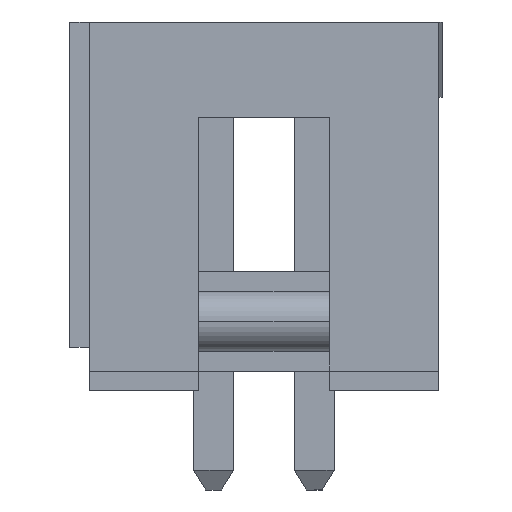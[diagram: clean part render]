
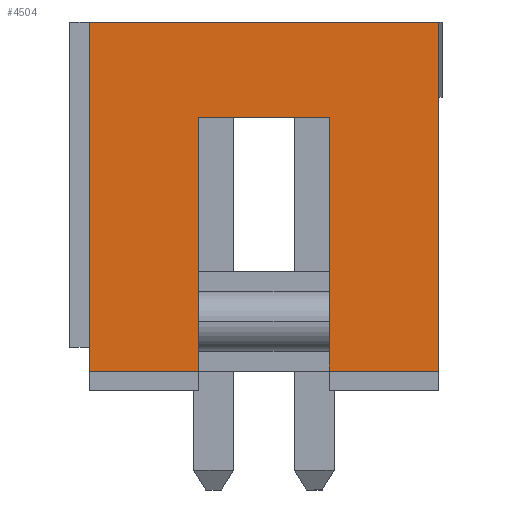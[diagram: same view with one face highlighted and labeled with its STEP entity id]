
A CAD part, left-side view. The second image highlights one B-rep face of the part: STEP entity #4504.
In plain terms, the highlighted planar face has unit normal (-1, 0, 0).
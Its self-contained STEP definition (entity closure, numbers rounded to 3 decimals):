
#4232 = EDGE_CURVE ( 'NONE', #4233, #4254, #16601, .T. ) ;
#4233 = VERTEX_POINT ( 'NONE', #16597 ) ;
#4241 = VERTEX_POINT ( 'NONE', #16643 ) ;
#4254 = VERTEX_POINT ( 'NONE', #16638 ) ;
#4278 = EDGE_CURVE ( 'NONE', #4310, #4233, #16656, .T. ) ;
#4300 = EDGE_CURVE ( 'NONE', #4254, #4241, #16698, .T. ) ;
#4310 = VERTEX_POINT ( 'NONE', #16742 ) ;
#4312 = EDGE_CURVE ( 'NONE', #4313, #4310, #16741, .T. ) ;
#4313 = VERTEX_POINT ( 'NONE', #16737 ) ;
#4366 = VERTEX_POINT ( 'NONE', #16845 ) ;
#4368 = EDGE_CURVE ( 'NONE', #4241, #4366, #16844, .T. ) ;
#4483 = ORIENTED_EDGE ( 'NONE', *, *, #4300, .T. ) ;
#4484 = ORIENTED_EDGE ( 'NONE', *, *, #4368, .T. ) ;
#4485 = ORIENTED_EDGE ( 'NONE', *, *, #4486, .F. ) ;
#4486 = EDGE_CURVE ( 'NONE', #4487, #4366, #16989, .T. ) ;
#4487 = VERTEX_POINT ( 'NONE', #16985 ) ;
#4488 = ORIENTED_EDGE ( 'NONE', *, *, #4489, .F. ) ;
#4489 = EDGE_CURVE ( 'NONE', #4500, #4487, #16984, .T. ) ;
#4490 = ORIENTED_EDGE ( 'NONE', *, *, #4499, .T. ) ;
#4499 = EDGE_CURVE ( 'NONE', #4500, #4313, #17030, .T. ) ;
#4500 = VERTEX_POINT ( 'NONE', #17026 ) ;
#4504 = ADVANCED_FACE ( 'NONE', ( #17021 ), #17020, .T. ) ;
#4505 = EDGE_LOOP ( 'NONE', ( #4506, #4507, #4508, #4483, #4484, #4485, #4488, #4490 ) ) ;
#4506 = ORIENTED_EDGE ( 'NONE', *, *, #4312, .T. ) ;
#4507 = ORIENTED_EDGE ( 'NONE', *, *, #4278, .T. ) ;
#4508 = ORIENTED_EDGE ( 'NONE', *, *, #4232, .T. ) ;
#16597 = CARTESIAN_POINT ( 'NONE',  ( -16.45, 2.75, 6.4 ) ) ;
#16598 = DIRECTION ( 'NONE',  ( 0., 0., -1. ) ) ;
#16599 = VECTOR ( 'NONE', #16598, 1000. ) ;
#16600 = CARTESIAN_POINT ( 'NONE',  ( -16.45, 2.75, 0. ) ) ;
#16601 = LINE ( 'NONE', #16600, #16599 ) ;
#16638 = CARTESIAN_POINT ( 'NONE',  ( -16.45, 2.75, 0. ) ) ;
#16643 = CARTESIAN_POINT ( 'NONE',  ( -16.45, 0., 0. ) ) ;
#16653 = DIRECTION ( 'NONE',  ( 0., -1., 0. ) ) ;
#16654 = VECTOR ( 'NONE', #16653, 1000. ) ;
#16655 = CARTESIAN_POINT ( 'NONE',  ( -16.45, 0., 6.4 ) ) ;
#16656 = LINE ( 'NONE', #16655, #16654 ) ;
#16689 = DIRECTION ( 'NONE',  ( 0., -1., 0. ) ) ;
#16690 = VECTOR ( 'NONE', #16689, 1000. ) ;
#16691 = CARTESIAN_POINT ( 'NONE',  ( -16.45, 0., 0. ) ) ;
#16698 = LINE ( 'NONE', #16691, #16690 ) ;
#16737 = CARTESIAN_POINT ( 'NONE',  ( -16.45, 6.05, 0. ) ) ;
#16738 = DIRECTION ( 'NONE',  ( 0., 0., 1. ) ) ;
#16739 = VECTOR ( 'NONE', #16738, 1000. ) ;
#16740 = CARTESIAN_POINT ( 'NONE',  ( -16.45, 6.05, 0. ) ) ;
#16741 = LINE ( 'NONE', #16740, #16739 ) ;
#16742 = CARTESIAN_POINT ( 'NONE',  ( -16.45, 6.05, 6.4 ) ) ;
#16841 = DIRECTION ( 'NONE',  ( 0., 0., 1. ) ) ;
#16842 = VECTOR ( 'NONE', #16841, 1000. ) ;
#16843 = CARTESIAN_POINT ( 'NONE',  ( -16.45, 0., 0. ) ) ;
#16844 = LINE ( 'NONE', #16843, #16842 ) ;
#16845 = CARTESIAN_POINT ( 'NONE',  ( -16.45, 0., 8.8 ) ) ;
#16981 = DIRECTION ( 'NONE',  ( 0., 0., 1. ) ) ;
#16982 = VECTOR ( 'NONE', #16981, 1000. ) ;
#16983 = CARTESIAN_POINT ( 'NONE',  ( -16.45, 8.8, 0. ) ) ;
#16984 = LINE ( 'NONE', #16983, #16982 ) ;
#16985 = CARTESIAN_POINT ( 'NONE',  ( -16.45, 8.8, 8.8 ) ) ;
#16986 = DIRECTION ( 'NONE',  ( 0., -1., 0. ) ) ;
#16987 = VECTOR ( 'NONE', #16986, 1000. ) ;
#16988 = CARTESIAN_POINT ( 'NONE',  ( -16.45, 4.4, 8.8 ) ) ;
#16989 = LINE ( 'NONE', #16988, #16987 ) ;
#17015 = DIRECTION ( 'NONE',  ( 0., 0., 1. ) ) ;
#17016 = DIRECTION ( 'NONE',  ( -1., 0., 0. ) ) ;
#17017 = CARTESIAN_POINT ( 'NONE',  ( -16.45, 0., 0. ) ) ;
#17019 = AXIS2_PLACEMENT_3D ( 'NONE', #17017, #17016, #17015 ) ;
#17020 = PLANE ( 'NONE',  #17019 ) ;
#17021 = FACE_OUTER_BOUND ( 'NONE', #4505, .T. ) ;
#17026 = CARTESIAN_POINT ( 'NONE',  ( -16.45, 8.8, 0. ) ) ;
#17027 = DIRECTION ( 'NONE',  ( 0., -1., 0. ) ) ;
#17028 = VECTOR ( 'NONE', #17027, 1000. ) ;
#17029 = CARTESIAN_POINT ( 'NONE',  ( -16.45, 0., 0. ) ) ;
#17030 = LINE ( 'NONE', #17029, #17028 ) ;
